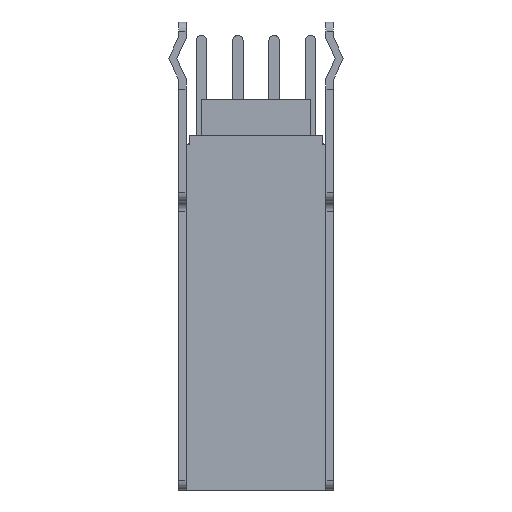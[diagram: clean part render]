
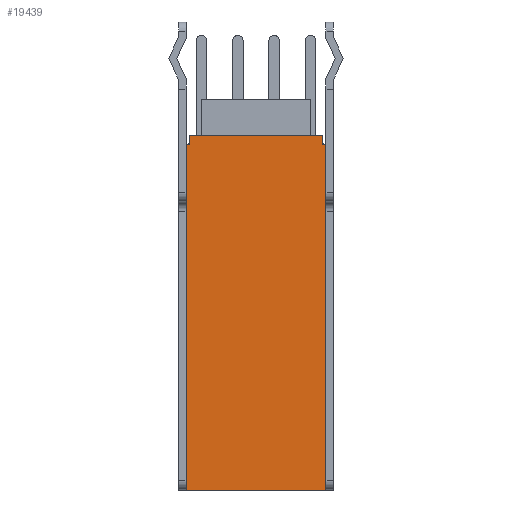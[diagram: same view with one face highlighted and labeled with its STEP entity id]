
A CAD part, front view. The second image highlights one B-rep face of the part: STEP entity #19439.
In plain terms, the highlighted planar face has unit normal (0, -1, 0).
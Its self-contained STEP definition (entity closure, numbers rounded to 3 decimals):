
#2350 = PLANE('',#2351);
#2351 = AXIS2_PLACEMENT_3D('',#2352,#2353,#2354);
#2352 = CARTESIAN_POINT('',(-3.85,3.6,-10.));
#2353 = DIRECTION('',(0.,0.,1.));
#2354 = DIRECTION('',(1.,0.,-0.));
#18120 = PLANE('',#18121);
#18121 = AXIS2_PLACEMENT_3D('',#18122,#18123,#18124);
#18122 = CARTESIAN_POINT('',(-3.85,-0.1,-9.5));
#18123 = DIRECTION('',(-1.,0.,0.));
#18124 = DIRECTION('',(0.,0.,1.));
#18212 = PLANE('',#18213);
#18213 = AXIS2_PLACEMENT_3D('',#18214,#18215,#18216);
#18214 = CARTESIAN_POINT('',(3.85,-0.1,-9.5));
#18215 = DIRECTION('',(1.,0.,0.));
#18216 = DIRECTION('',(0.,0.,-1.));
#18601 = PLANE('',#18602);
#18602 = AXIS2_PLACEMENT_3D('',#18603,#18604,#18605);
#18603 = CARTESIAN_POINT('',(0.,0.,9.5));
#18604 = DIRECTION('',(-0.,0.,1.));
#18605 = DIRECTION('',(1.,0.,0.));
#18719 = VERTEX_POINT('',#18720);
#18720 = CARTESIAN_POINT('',(-3.653,0.,9.5));
#18734 = PLANE('',#18735);
#18735 = AXIS2_PLACEMENT_3D('',#18736,#18737,#18738);
#18736 = CARTESIAN_POINT('',(-3.653,3.2,9.5));
#18737 = DIRECTION('',(1.,0.,-0.));
#18738 = DIRECTION('',(0.,1.,0.));
#18746 = EDGE_CURVE('',#18719,#18747,#18749,.T.);
#18747 = VERTEX_POINT('',#18748);
#18748 = CARTESIAN_POINT('',(3.65,0.,9.5));
#18749 = SURFACE_CURVE('',#18750,(#18754,#18761),.PCURVE_S1.);
#18750 = LINE('',#18751,#18752);
#18751 = CARTESIAN_POINT('',(-3.653,0.,9.5));
#18752 = VECTOR('',#18753,1.);
#18753 = DIRECTION('',(1.,0.,0.));
#18754 = PCURVE('',#18601,#18755);
#18755 = DEFINITIONAL_REPRESENTATION('',(#18756),#18760);
#18756 = LINE('',#18757,#18758);
#18757 = CARTESIAN_POINT('',(-3.653,0.));
#18758 = VECTOR('',#18759,1.);
#18759 = DIRECTION('',(1.,0.));
#18760 = ( GEOMETRIC_REPRESENTATION_CONTEXT(2) 
PARAMETRIC_REPRESENTATION_CONTEXT() REPRESENTATION_CONTEXT('2D SPACE',''
  ) );
#18761 = PCURVE('',#18762,#18767);
#18762 = PLANE('',#18763);
#18763 = AXIS2_PLACEMENT_3D('',#18764,#18765,#18766);
#18764 = CARTESIAN_POINT('',(0.,0.,0.));
#18765 = DIRECTION('',(-0.,1.,0.));
#18766 = DIRECTION('',(1.,0.,0.));
#18767 = DEFINITIONAL_REPRESENTATION('',(#18768),#18772);
#18768 = LINE('',#18769,#18770);
#18769 = CARTESIAN_POINT('',(-3.653,-9.5));
#18770 = VECTOR('',#18771,1.);
#18771 = DIRECTION('',(1.,0.));
#18772 = ( GEOMETRIC_REPRESENTATION_CONTEXT(2) 
PARAMETRIC_REPRESENTATION_CONTEXT() REPRESENTATION_CONTEXT('2D SPACE',''
  ) );
#18790 = PLANE('',#18791);
#18791 = AXIS2_PLACEMENT_3D('',#18792,#18793,#18794);
#18792 = CARTESIAN_POINT('',(3.65,3.2,9.5));
#18793 = DIRECTION('',(-1.,0.,0.));
#18794 = DIRECTION('',(0.,1.,0.));
#19204 = PLANE('',#19205);
#19205 = AXIS2_PLACEMENT_3D('',#19206,#19207,#19208);
#19206 = CARTESIAN_POINT('',(0.,0.,9.));
#19207 = DIRECTION('',(-0.,0.,1.));
#19208 = DIRECTION('',(1.,0.,0.));
#19265 = PLANE('',#19266);
#19266 = AXIS2_PLACEMENT_3D('',#19267,#19268,#19269);
#19267 = CARTESIAN_POINT('',(0.,0.,9.));
#19268 = DIRECTION('',(-0.,0.,1.));
#19269 = DIRECTION('',(1.,0.,0.));
#19301 = EDGE_CURVE('',#19302,#19304,#19306,.T.);
#19302 = VERTEX_POINT('',#19303);
#19303 = CARTESIAN_POINT('',(-3.85,0.,9.));
#19304 = VERTEX_POINT('',#19305);
#19305 = CARTESIAN_POINT('',(-3.653,0.,9.));
#19306 = SURFACE_CURVE('',#19307,(#19311,#19318),.PCURVE_S1.);
#19307 = LINE('',#19308,#19309);
#19308 = CARTESIAN_POINT('',(-3.85,0.,9.));
#19309 = VECTOR('',#19310,1.);
#19310 = DIRECTION('',(1.,0.,0.));
#19311 = PCURVE('',#19204,#19312);
#19312 = DEFINITIONAL_REPRESENTATION('',(#19313),#19317);
#19313 = LINE('',#19314,#19315);
#19314 = CARTESIAN_POINT('',(-3.85,0.));
#19315 = VECTOR('',#19316,1.);
#19316 = DIRECTION('',(1.,0.));
#19317 = ( GEOMETRIC_REPRESENTATION_CONTEXT(2) 
PARAMETRIC_REPRESENTATION_CONTEXT() REPRESENTATION_CONTEXT('2D SPACE',''
  ) );
#19318 = PCURVE('',#18762,#19319);
#19319 = DEFINITIONAL_REPRESENTATION('',(#19320),#19324);
#19320 = LINE('',#19321,#19322);
#19321 = CARTESIAN_POINT('',(-3.85,-9.));
#19322 = VECTOR('',#19323,1.);
#19323 = DIRECTION('',(1.,0.));
#19324 = ( GEOMETRIC_REPRESENTATION_CONTEXT(2) 
PARAMETRIC_REPRESENTATION_CONTEXT() REPRESENTATION_CONTEXT('2D SPACE',''
  ) );
#19374 = VERTEX_POINT('',#19375);
#19375 = CARTESIAN_POINT('',(3.65,0.,9.));
#19396 = EDGE_CURVE('',#19374,#19397,#19399,.T.);
#19397 = VERTEX_POINT('',#19398);
#19398 = CARTESIAN_POINT('',(3.85,0.,9.));
#19399 = SURFACE_CURVE('',#19400,(#19404,#19411),.PCURVE_S1.);
#19400 = LINE('',#19401,#19402);
#19401 = CARTESIAN_POINT('',(-3.85,0.,9.));
#19402 = VECTOR('',#19403,1.);
#19403 = DIRECTION('',(1.,0.,0.));
#19404 = PCURVE('',#19265,#19405);
#19405 = DEFINITIONAL_REPRESENTATION('',(#19406),#19410);
#19406 = LINE('',#19407,#19408);
#19407 = CARTESIAN_POINT('',(-3.85,0.));
#19408 = VECTOR('',#19409,1.);
#19409 = DIRECTION('',(1.,0.));
#19410 = ( GEOMETRIC_REPRESENTATION_CONTEXT(2) 
PARAMETRIC_REPRESENTATION_CONTEXT() REPRESENTATION_CONTEXT('2D SPACE',''
  ) );
#19411 = PCURVE('',#18762,#19412);
#19412 = DEFINITIONAL_REPRESENTATION('',(#19413),#19417);
#19413 = LINE('',#19414,#19415);
#19414 = CARTESIAN_POINT('',(-3.85,-9.));
#19415 = VECTOR('',#19416,1.);
#19416 = DIRECTION('',(1.,0.));
#19417 = ( GEOMETRIC_REPRESENTATION_CONTEXT(2) 
PARAMETRIC_REPRESENTATION_CONTEXT() REPRESENTATION_CONTEXT('2D SPACE',''
  ) );
#19439 = ADVANCED_FACE('',(#19440),#18762,.F.);
#19440 = FACE_BOUND('',#19441,.T.);
#19441 = EDGE_LOOP('',(#19442,#19443,#19466,#19489,#19510,#19511,#19532,
    #19533));
#19442 = ORIENTED_EDGE('',*,*,#19301,.F.);
#19443 = ORIENTED_EDGE('',*,*,#19444,.F.);
#19444 = EDGE_CURVE('',#19445,#19302,#19447,.T.);
#19445 = VERTEX_POINT('',#19446);
#19446 = CARTESIAN_POINT('',(-3.85,0.,-10.));
#19447 = SURFACE_CURVE('',#19448,(#19452,#19459),.PCURVE_S1.);
#19448 = LINE('',#19449,#19450);
#19449 = CARTESIAN_POINT('',(-3.85,0.,-10.));
#19450 = VECTOR('',#19451,1.);
#19451 = DIRECTION('',(0.,0.,1.));
#19452 = PCURVE('',#18762,#19453);
#19453 = DEFINITIONAL_REPRESENTATION('',(#19454),#19458);
#19454 = LINE('',#19455,#19456);
#19455 = CARTESIAN_POINT('',(-3.85,10.));
#19456 = VECTOR('',#19457,1.);
#19457 = DIRECTION('',(0.,-1.));
#19458 = ( GEOMETRIC_REPRESENTATION_CONTEXT(2) 
PARAMETRIC_REPRESENTATION_CONTEXT() REPRESENTATION_CONTEXT('2D SPACE',''
  ) );
#19459 = PCURVE('',#18120,#19460);
#19460 = DEFINITIONAL_REPRESENTATION('',(#19461),#19465);
#19461 = LINE('',#19462,#19463);
#19462 = CARTESIAN_POINT('',(-0.5,0.1));
#19463 = VECTOR('',#19464,1.);
#19464 = DIRECTION('',(1.,0.));
#19465 = ( GEOMETRIC_REPRESENTATION_CONTEXT(2) 
PARAMETRIC_REPRESENTATION_CONTEXT() REPRESENTATION_CONTEXT('2D SPACE',''
  ) );
#19466 = ORIENTED_EDGE('',*,*,#19467,.F.);
#19467 = EDGE_CURVE('',#19468,#19445,#19470,.T.);
#19468 = VERTEX_POINT('',#19469);
#19469 = CARTESIAN_POINT('',(3.85,0.,-10.));
#19470 = SURFACE_CURVE('',#19471,(#19475,#19482),.PCURVE_S1.);
#19471 = LINE('',#19472,#19473);
#19472 = CARTESIAN_POINT('',(-3.85,0.,-10.));
#19473 = VECTOR('',#19474,1.);
#19474 = DIRECTION('',(-1.,-0.,-0.));
#19475 = PCURVE('',#18762,#19476);
#19476 = DEFINITIONAL_REPRESENTATION('',(#19477),#19481);
#19477 = LINE('',#19478,#19479);
#19478 = CARTESIAN_POINT('',(-3.85,10.));
#19479 = VECTOR('',#19480,1.);
#19480 = DIRECTION('',(-1.,0.));
#19481 = ( GEOMETRIC_REPRESENTATION_CONTEXT(2) 
PARAMETRIC_REPRESENTATION_CONTEXT() REPRESENTATION_CONTEXT('2D SPACE',''
  ) );
#19482 = PCURVE('',#2350,#19483);
#19483 = DEFINITIONAL_REPRESENTATION('',(#19484),#19488);
#19484 = LINE('',#19485,#19486);
#19485 = CARTESIAN_POINT('',(0.,-3.6));
#19486 = VECTOR('',#19487,1.);
#19487 = DIRECTION('',(-1.,0.));
#19488 = ( GEOMETRIC_REPRESENTATION_CONTEXT(2) 
PARAMETRIC_REPRESENTATION_CONTEXT() REPRESENTATION_CONTEXT('2D SPACE',''
  ) );
#19489 = ORIENTED_EDGE('',*,*,#19490,.F.);
#19490 = EDGE_CURVE('',#19397,#19468,#19491,.T.);
#19491 = SURFACE_CURVE('',#19492,(#19496,#19503),.PCURVE_S1.);
#19492 = LINE('',#19493,#19494);
#19493 = CARTESIAN_POINT('',(3.85,0.,-10.));
#19494 = VECTOR('',#19495,1.);
#19495 = DIRECTION('',(0.,-0.,-1.));
#19496 = PCURVE('',#18762,#19497);
#19497 = DEFINITIONAL_REPRESENTATION('',(#19498),#19502);
#19498 = LINE('',#19499,#19500);
#19499 = CARTESIAN_POINT('',(3.85,10.));
#19500 = VECTOR('',#19501,1.);
#19501 = DIRECTION('',(0.,1.));
#19502 = ( GEOMETRIC_REPRESENTATION_CONTEXT(2) 
PARAMETRIC_REPRESENTATION_CONTEXT() REPRESENTATION_CONTEXT('2D SPACE',''
  ) );
#19503 = PCURVE('',#18212,#19504);
#19504 = DEFINITIONAL_REPRESENTATION('',(#19505),#19509);
#19505 = LINE('',#19506,#19507);
#19506 = CARTESIAN_POINT('',(0.5,0.1));
#19507 = VECTOR('',#19508,1.);
#19508 = DIRECTION('',(1.,-0.));
#19509 = ( GEOMETRIC_REPRESENTATION_CONTEXT(2) 
PARAMETRIC_REPRESENTATION_CONTEXT() REPRESENTATION_CONTEXT('2D SPACE',''
  ) );
#19510 = ORIENTED_EDGE('',*,*,#19396,.F.);
#19511 = ORIENTED_EDGE('',*,*,#19512,.F.);
#19512 = EDGE_CURVE('',#18747,#19374,#19513,.T.);
#19513 = SURFACE_CURVE('',#19514,(#19518,#19525),.PCURVE_S1.);
#19514 = LINE('',#19515,#19516);
#19515 = CARTESIAN_POINT('',(3.65,0.,9.5));
#19516 = VECTOR('',#19517,1.);
#19517 = DIRECTION('',(-0.,-0.,-1.));
#19518 = PCURVE('',#18762,#19519);
#19519 = DEFINITIONAL_REPRESENTATION('',(#19520),#19524);
#19520 = LINE('',#19521,#19522);
#19521 = CARTESIAN_POINT('',(3.65,-9.5));
#19522 = VECTOR('',#19523,1.);
#19523 = DIRECTION('',(0.,1.));
#19524 = ( GEOMETRIC_REPRESENTATION_CONTEXT(2) 
PARAMETRIC_REPRESENTATION_CONTEXT() REPRESENTATION_CONTEXT('2D SPACE',''
  ) );
#19525 = PCURVE('',#18790,#19526);
#19526 = DEFINITIONAL_REPRESENTATION('',(#19527),#19531);
#19527 = LINE('',#19528,#19529);
#19528 = CARTESIAN_POINT('',(-3.2,-0.));
#19529 = VECTOR('',#19530,1.);
#19530 = DIRECTION('',(0.,1.));
#19531 = ( GEOMETRIC_REPRESENTATION_CONTEXT(2) 
PARAMETRIC_REPRESENTATION_CONTEXT() REPRESENTATION_CONTEXT('2D SPACE',''
  ) );
#19532 = ORIENTED_EDGE('',*,*,#18746,.F.);
#19533 = ORIENTED_EDGE('',*,*,#19534,.T.);
#19534 = EDGE_CURVE('',#18719,#19304,#19535,.T.);
#19535 = SURFACE_CURVE('',#19536,(#19540,#19547),.PCURVE_S1.);
#19536 = LINE('',#19537,#19538);
#19537 = CARTESIAN_POINT('',(-3.653,0.,9.5));
#19538 = VECTOR('',#19539,1.);
#19539 = DIRECTION('',(-0.,-0.,-1.));
#19540 = PCURVE('',#18762,#19541);
#19541 = DEFINITIONAL_REPRESENTATION('',(#19542),#19546);
#19542 = LINE('',#19543,#19544);
#19543 = CARTESIAN_POINT('',(-3.653,-9.5));
#19544 = VECTOR('',#19545,1.);
#19545 = DIRECTION('',(0.,1.));
#19546 = ( GEOMETRIC_REPRESENTATION_CONTEXT(2) 
PARAMETRIC_REPRESENTATION_CONTEXT() REPRESENTATION_CONTEXT('2D SPACE',''
  ) );
#19547 = PCURVE('',#18734,#19548);
#19548 = DEFINITIONAL_REPRESENTATION('',(#19549),#19553);
#19549 = LINE('',#19550,#19551);
#19550 = CARTESIAN_POINT('',(-3.2,0.));
#19551 = VECTOR('',#19552,1.);
#19552 = DIRECTION('',(0.,-1.));
#19553 = ( GEOMETRIC_REPRESENTATION_CONTEXT(2) 
PARAMETRIC_REPRESENTATION_CONTEXT() REPRESENTATION_CONTEXT('2D SPACE',''
  ) );
